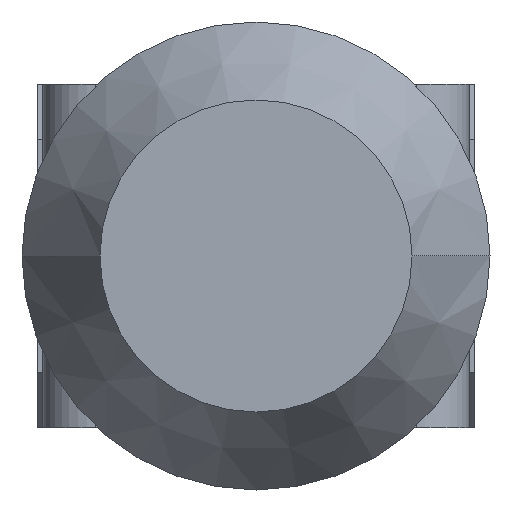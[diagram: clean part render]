
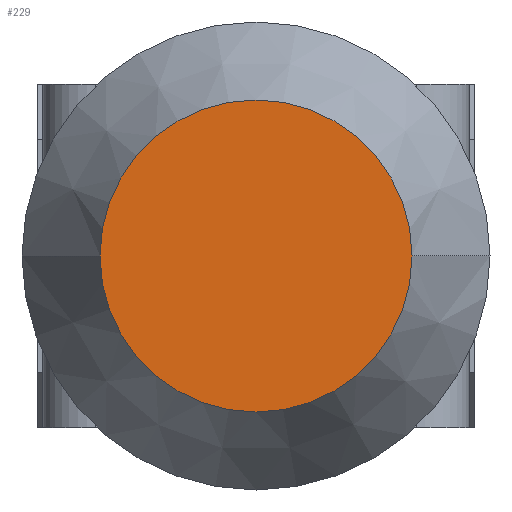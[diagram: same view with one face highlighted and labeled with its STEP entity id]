
A CAD part, front view. The second image highlights one B-rep face of the part: STEP entity #229.
In plain terms, the highlighted planar face has unit normal (0, -1, 0).
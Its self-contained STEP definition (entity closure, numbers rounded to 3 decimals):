
#229=ADVANCED_FACE('',(#503),#504,.T.);
#503=FACE_OUTER_BOUND('',#825,.T.);
#504=PLANE('',#826);
#825=EDGE_LOOP('',(#1396,#1397));
#826=AXIS2_PLACEMENT_3D('',#1398,#1399,#1400);
#1396=ORIENTED_EDGE('',*,*,#1943,.F.);
#1397=ORIENTED_EDGE('',*,*,#1979,.F.);
#1398=CARTESIAN_POINT('',(-2.5,0.,0.0));
#1399=DIRECTION('',(0.,-1.0,0.0));
#1400=DIRECTION('',(1.0,0.,0.0));
#1943=EDGE_CURVE('',#2323,#2326,#2327,.T.);
#1979=EDGE_CURVE('',#2326,#2323,#2376,.T.);
#2323=VERTEX_POINT('',#2848);
#2326=VERTEX_POINT('',#2852);
#2327=CIRCLE('',#2853,5.0);
#2376=CIRCLE('',#2911,5.0);
#2848=CARTESIAN_POINT('',(-5.0,0.,0.0));
#2852=CARTESIAN_POINT('',(5.0,0.,0.));
#2853=AXIS2_PLACEMENT_3D('',#3591,#3592,#3593);
#2911=AXIS2_PLACEMENT_3D('',#3645,#3646,#3647);
#3591=CARTESIAN_POINT('',(0.0,0.,0.0));
#3592=DIRECTION('',(0.0,1.0,0.0));
#3593=DIRECTION('',(-1.0,0.0,0.0));
#3645=CARTESIAN_POINT('',(0.0,0.,0.0));
#3646=DIRECTION('',(0.0,1.0,0.0));
#3647=DIRECTION('',(-1.0,0.0,0.0));
